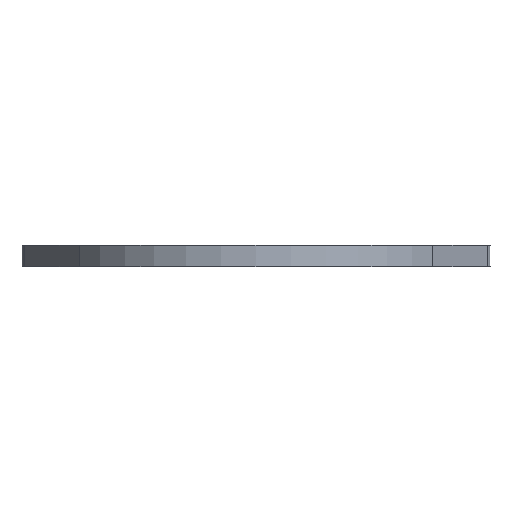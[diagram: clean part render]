
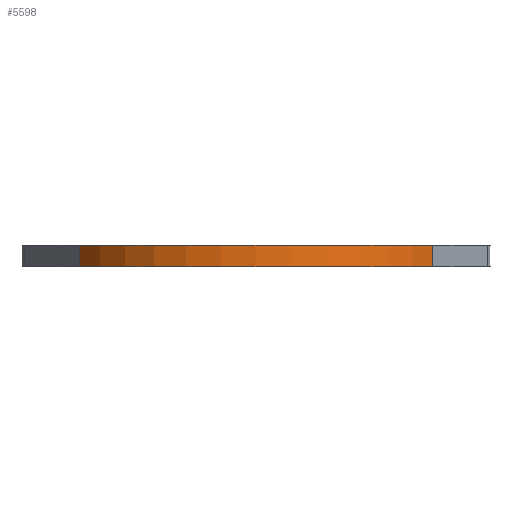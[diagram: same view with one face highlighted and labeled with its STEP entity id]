
A CAD part, left-side view. The second image highlights one B-rep face of the part: STEP entity #5598.
In plain terms, the highlighted cylindrical face has radius 77 mm (diameter 154 mm), a partial arc.
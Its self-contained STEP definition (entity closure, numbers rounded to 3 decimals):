
#1090 = CIRCLE ( 'NONE', #13539, 77. ) ;
#1603 = DIRECTION ( 'NONE',  ( 0., 0., 1. ) ) ;
#1854 = VERTEX_POINT ( 'NONE', #13987 ) ;
#2340 = VERTEX_POINT ( 'NONE', #2780 ) ;
#2780 = CARTESIAN_POINT ( 'NONE',  ( 728.308, -120.846, 0. ) ) ;
#3296 = CARTESIAN_POINT ( 'NONE',  ( 767.162, -187.324, 0. ) ) ;
#3937 = LINE ( 'NONE', #5843, #12525 ) ;
#4162 = DIRECTION ( 'NONE',  ( 1., 0., 0. ) ) ;
#4422 = DIRECTION ( 'NONE',  ( 1., 0., 0. ) ) ;
#4491 = CYLINDRICAL_SURFACE ( 'NONE', #12817, 77. ) ;
#4967 = EDGE_CURVE ( 'NONE', #11437, #2340, #3937, .T. ) ;
#5099 = CARTESIAN_POINT ( 'NONE',  ( 728.308, -253.802, 0. ) ) ;
#5178 = FACE_OUTER_BOUND ( 'NONE', #11989, .T. ) ;
#5598 = ADVANCED_FACE ( 'NONE', ( #5178 ), #4491, .T. ) ;
#5843 = CARTESIAN_POINT ( 'NONE',  ( 728.308, -120.846, -8.2 ) ) ;
#6036 = CIRCLE ( 'NONE', #11076, 77. ) ;
#6649 = EDGE_CURVE ( 'NONE', #1854, #13571, #12002, .T. ) ;
#7019 = DIRECTION ( 'NONE',  ( 0., 0., 1. ) ) ;
#7453 = EDGE_CURVE ( 'NONE', #11437, #1854, #1090, .T. ) ;
#7537 = CARTESIAN_POINT ( 'NONE',  ( 767.162, -187.324, -8.2 ) ) ;
#8206 = DIRECTION ( 'NONE',  ( 0., 0., 1. ) ) ;
#8325 = CARTESIAN_POINT ( 'NONE',  ( 767.162, -187.324, -8.2 ) ) ;
#9451 = DIRECTION ( 'NONE',  ( 1., 0., 0. ) ) ;
#10359 = CARTESIAN_POINT ( 'NONE',  ( 728.308, -253.802, -8.2 ) ) ;
#10950 = ORIENTED_EDGE ( 'NONE', *, *, #4967, .F. ) ;
#10962 = CARTESIAN_POINT ( 'NONE',  ( 728.308, -120.846, -8.2 ) ) ;
#11076 = AXIS2_PLACEMENT_3D ( 'NONE', #3296, #11122, #4422 ) ;
#11091 = ORIENTED_EDGE ( 'NONE', *, *, #6649, .T. ) ;
#11122 = DIRECTION ( 'NONE',  ( 0., 0., 1. ) ) ;
#11239 = ORIENTED_EDGE ( 'NONE', *, *, #12861, .F. ) ;
#11437 = VERTEX_POINT ( 'NONE', #10962 ) ;
#11625 = VECTOR ( 'NONE', #7019, 1000. ) ;
#11989 = EDGE_LOOP ( 'NONE', ( #11239, #10950, #12572, #11091 ) ) ;
#12002 = LINE ( 'NONE', #10359, #11625 ) ;
#12525 = VECTOR ( 'NONE', #8206, 1000. ) ;
#12572 = ORIENTED_EDGE ( 'NONE', *, *, #7453, .T. ) ;
#12817 = AXIS2_PLACEMENT_3D ( 'NONE', #7537, #14261, #4162 ) ;
#12861 = EDGE_CURVE ( 'NONE', #2340, #13571, #6036, .T. ) ;
#13539 = AXIS2_PLACEMENT_3D ( 'NONE', #8325, #1603, #9451 ) ;
#13571 = VERTEX_POINT ( 'NONE', #5099 ) ;
#13987 = CARTESIAN_POINT ( 'NONE',  ( 728.308, -253.802, -8.2 ) ) ;
#14261 = DIRECTION ( 'NONE',  ( 0., 0., 1. ) ) ;
